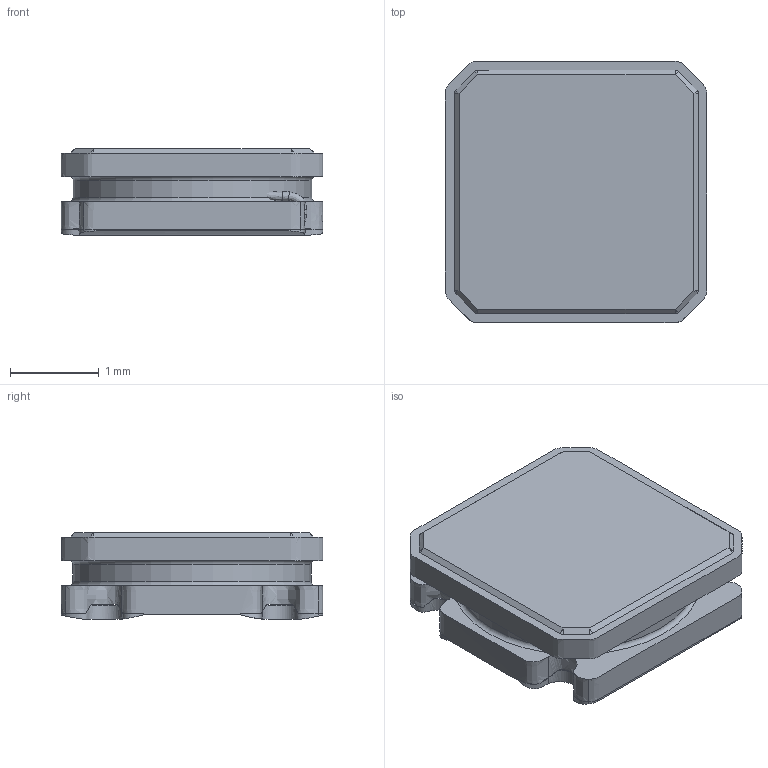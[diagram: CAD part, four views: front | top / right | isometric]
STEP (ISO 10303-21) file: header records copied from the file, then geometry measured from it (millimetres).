
FILE_DESCRIPTION(/* description */ (''),/* implementation_level */ '2;1');
FILE_NAME(/* name */ 'HPC3010BM_2.stp',/* time_stamp */ '2022-09-11T15:28:17+08:00',/* author */ (''),/* organization */ (''),/* preprocessor_version */ 'ST-DEVELOPER v18.1',/* originating_system */ 'SIEMENS PLM Software NX 1980',/* authorisation */ '');
FILE_SCHEMA (('AUTOMOTIVE_DESIGN { 1 0 10303 214 3 1 1 1 }'));
Length unit declared in the file: millimetre
Products named in the file (1): HPC3010BM
Bounding box: 2.95 x 2.95 x 0.98 mm (x, y, z)
Volume: 7.2 mm3; surface area: 68.4 mm2
Topology: 5 solids, 5 shells, 105 faces, 272 edges, 172 vertices
Faces by surface type: plane 41, bspline 27, cylinder 15, extrusion 11, cone 9, torus 2
Full cylindrical faces by diameter (mm): 1.55 x1, 1.6 x1, 2.691 x1
Entity records: 6418 total; most frequent: CARTESIAN_POINT 4340, ORIENTED_EDGE 484, DIRECTION 275, EDGE_CURVE 242, VERTEX_POINT 171, EDGE_LOOP 129, ADVANCED_FACE 104, VECTOR 103
